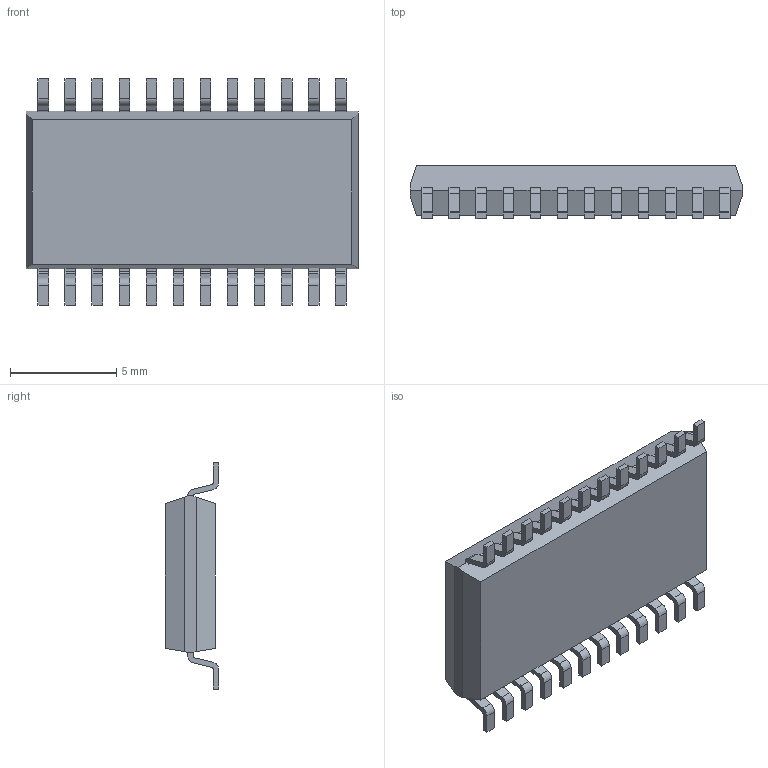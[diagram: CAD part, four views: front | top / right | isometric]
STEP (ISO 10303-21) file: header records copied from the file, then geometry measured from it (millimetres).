
FILE_DESCRIPTION( ( '' ), ' ' );
FILE_NAME( '58ff3523c71b75104d6d5f03.step', '2017-04-25T11:38:54', ( '' ), ( '' ), ' ', ' ', ' ' );
FILE_SCHEMA( ( 'AUTOMOTIVE_DESIGN { 1 0 10303 214 1 1 1 1 }' ) );
Length unit declared in the file: metre
Products named in the file (11): 1; 2; 3; 4; 5; 6; 7; 8; 9; 10; 11
Bounding box: 15.6 x 2.49 x 10.63 mm (x, y, z)
Volume: 264.8 mm3; surface area: 415.6 mm2
Topology: 11 solids, 11 shells, 322 faces, 897 edges, 598 vertices
Faces by surface type: plane 225, cylinder 97
Full cylindrical faces by diameter (mm): 0.5 x1
Entity records: 12982 total; most frequent: CARTESIAN_POINT 1827, ORIENTED_EDGE 1792, DIRECTION 1756, EDGE_CURVE 896, LINE 702, VECTOR 702, VERTEX_POINT 598, AXIS2_PLACEMENT_3D 527
